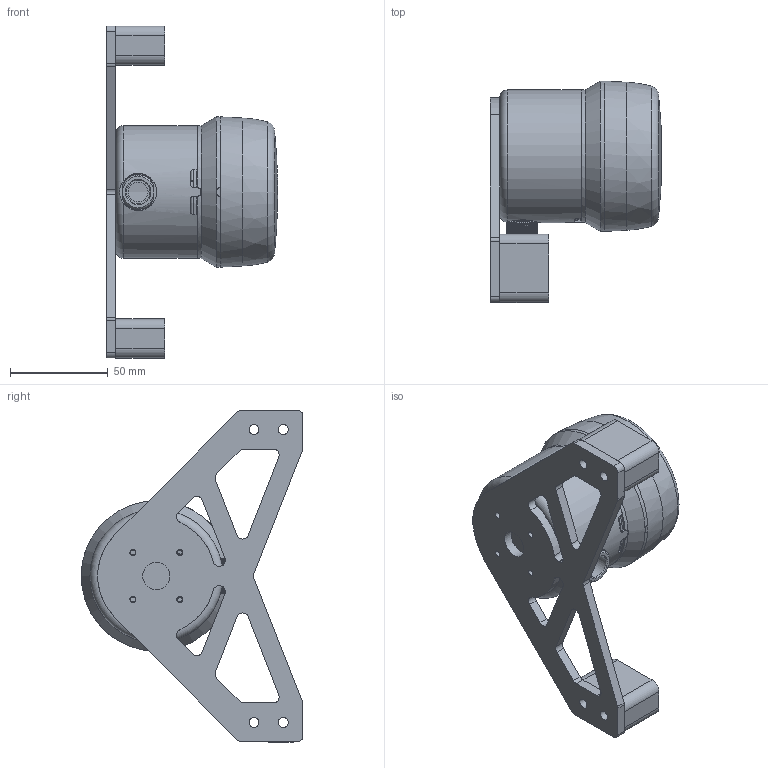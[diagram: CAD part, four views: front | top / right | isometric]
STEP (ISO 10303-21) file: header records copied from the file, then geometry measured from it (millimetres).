
FILE_DESCRIPTION(/* description */ (''),/* implementation_level */ '2;1');
FILE_NAME(/* name */ 'Ping360_assembly.step',/* time_stamp */ '2023-09-09T23:26:02-04:00',/* author */ (''),/* organization */ (''),/* preprocessor_version */ 'ST-DEVELOPER v20',/* originating_system */ 'Autodesk Translation Framework v12.9.0.99',/* authorisation */ '');
FILE_SCHEMA (('AUTOMOTIVE_DESIGN { 1 0 10303 214 3 1 1 }'));
Length unit declared in the file: millimetre
Products named in the file (3): Ping360_assembly; PING360-SONAR-R1-PUBLIC.SLDPRT v1; PING Spaceer v4
Assembly tree (3 placements, depth 2):
  Ping360_assembly
    PING360-SONAR-R1-PUBLIC.SLDPRT v1
    PING Spaceer v4  x2
Bounding box: 87.65 x 113.5 x 170 mm (x, y, z)
Volume: 70813.3 mm3; surface area: 60634.4 mm2
Topology: 3 solids, 8 shells, 287 faces, 864 edges, 582 vertices
Faces by surface type: plane 135, cylinder 108, bspline 30, cone 7, torus 6, sphere 1
Full cylindrical faces by diameter (mm): 2.5 x4, 3.1 x4, 5.1 x4, 5.2 x4, 12 x1, 13.941 x1, 65.02 x2, 68 x1
Entity records: 12979 total; most frequent: CARTESIAN_POINT 5461, ORIENTED_EDGE 1455, DIRECTION 1421, EDGE_CURVE 834, VERTEX_POINT 562, AXIS2_PLACEMENT_3D 512, LINE 397, VECTOR 397
